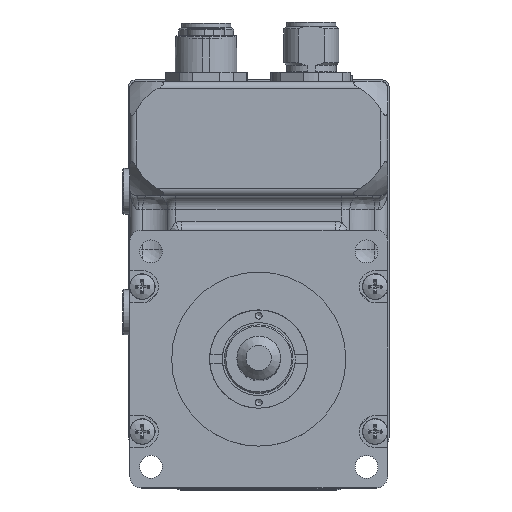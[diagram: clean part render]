
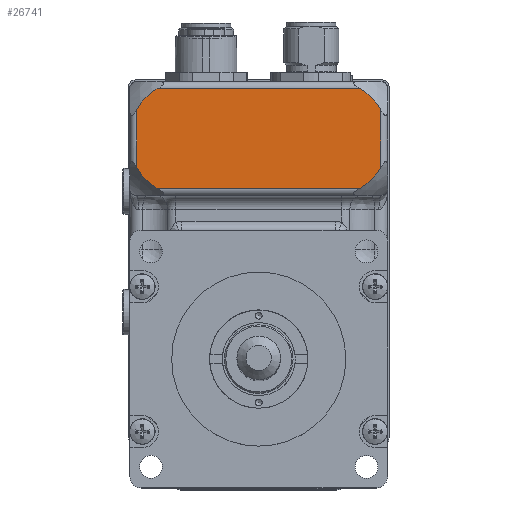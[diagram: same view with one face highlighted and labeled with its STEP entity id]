
A CAD part, top view. The second image highlights one B-rep face of the part: STEP entity #26741.
In plain terms, the highlighted planar face has unit normal (0, 0, 1).
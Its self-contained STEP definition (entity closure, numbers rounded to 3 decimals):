
#2002=PLANE('',#29220);
#3080=FACE_OUTER_BOUND('',#4687,.T.);
#4687=EDGE_LOOP('',(#21939,#21940,#21941,#21942,#21943,#21944,#21945,#21946));
#6675=LINE('',#44699,#8579);
#6676=LINE('',#44743,#8580);
#6677=LINE('',#44746,#8581);
#6679=LINE('',#44814,#8583);
#8579=VECTOR('',#35411,44.019);
#8580=VECTOR('',#35418,12.619);
#8581=VECTOR('',#35421,12.619);
#8583=VECTOR('',#35433,44.019);
#10163=CIRCLE('',#29210,12.);
#10164=CIRCLE('',#29213,12.);
#10166=CIRCLE('',#29218,12.);
#10168=CIRCLE('',#29221,12.);
#12527=VERTEX_POINT('',#44638);
#12528=VERTEX_POINT('',#44659);
#12529=VERTEX_POINT('',#44679);
#12530=VERTEX_POINT('',#44701);
#12531=VERTEX_POINT('',#44723);
#12532=VERTEX_POINT('',#44745);
#12536=VERTEX_POINT('',#44791);
#12538=VERTEX_POINT('',#44813);
#15886=EDGE_CURVE('',#12528,#12527,#10163,.T.);
#15888=EDGE_CURVE('',#12529,#12528,#6675,.T.);
#15890=EDGE_CURVE('',#12530,#12529,#10164,.T.);
#15892=EDGE_CURVE('',#12531,#12530,#6676,.T.);
#15893=EDGE_CURVE('',#12527,#12532,#6677,.T.);
#15898=EDGE_CURVE('',#12532,#12536,#10166,.T.);
#15901=EDGE_CURVE('',#12536,#12538,#6679,.T.);
#15902=EDGE_CURVE('',#12538,#12531,#10168,.T.);
#21939=ORIENTED_EDGE('',*,*,#15901,.F.);
#21940=ORIENTED_EDGE('',*,*,#15898,.F.);
#21941=ORIENTED_EDGE('',*,*,#15893,.F.);
#21942=ORIENTED_EDGE('',*,*,#15886,.F.);
#21943=ORIENTED_EDGE('',*,*,#15888,.F.);
#21944=ORIENTED_EDGE('',*,*,#15890,.F.);
#21945=ORIENTED_EDGE('',*,*,#15892,.F.);
#21946=ORIENTED_EDGE('',*,*,#15902,.F.);
#26741=ADVANCED_FACE('',(#3080),#2002,.T.);
#29210=AXIS2_PLACEMENT_3D('',#44677,#35407,#35408);
#29213=AXIS2_PLACEMENT_3D('',#44721,#35414,#35415);
#29218=AXIS2_PLACEMENT_3D('',#44792,#35427,#35428);
#29220=AXIS2_PLACEMENT_3D('',#44812,#35431,#35432);
#29221=AXIS2_PLACEMENT_3D('',#44815,#35434,#35435);
#35407=DIRECTION('center_axis',(0.,0.,
-1.));
#35408=DIRECTION('ref_axis',(0.,-1.,0.));
#35411=DIRECTION('',(1.,0.,0.));
#35414=DIRECTION('center_axis',(0.,0.,
-1.));
#35415=DIRECTION('ref_axis',(0.,-1.,0.));
#35418=DIRECTION('',(0.,1.,0.));
#35421=DIRECTION('',(0.,-1.,0.));
#35427=DIRECTION('center_axis',(0.,0.,
-1.));
#35428=DIRECTION('ref_axis',(0.,-1.,0.));
#35431=DIRECTION('center_axis',(0.,0.,
1.));
#35432=DIRECTION('ref_axis',(1.,0.,0.));
#35433=DIRECTION('',(-1.,0.,0.));
#35434=DIRECTION('center_axis',(0.,0.,
-1.));
#35435=DIRECTION('ref_axis',(0.,-1.,0.));
#44638=CARTESIAN_POINT('',(11.884,36.213,7.85));
#44659=CARTESIAN_POINT('',(7.194,40.904,7.85));
#44677=CARTESIAN_POINT('Origin',(1.384,30.404,7.85));
#44679=CARTESIAN_POINT('',(-36.825,40.904,7.85));
#44699=CARTESIAN_POINT('',(-36.825,40.904,7.85));
#44701=CARTESIAN_POINT('',(-41.516,36.213,7.85));
#44721=CARTESIAN_POINT('Origin',(-31.016,30.404,7.85));
#44723=CARTESIAN_POINT('',(-41.516,23.594,7.85));
#44743=CARTESIAN_POINT('',(-41.516,23.594,7.85));
#44745=CARTESIAN_POINT('',(11.884,23.594,7.85));
#44746=CARTESIAN_POINT('',(11.884,36.213,7.85));
#44791=CARTESIAN_POINT('',(7.194,18.904,7.85));
#44792=CARTESIAN_POINT('Origin',(1.384,29.404,7.85));
#44812=CARTESIAN_POINT('Origin',(-43.016,17.404,7.85));
#44813=CARTESIAN_POINT('',(-36.825,18.904,7.85));
#44814=CARTESIAN_POINT('',(7.194,18.904,7.85));
#44815=CARTESIAN_POINT('Origin',(-31.016,29.404,7.85));
